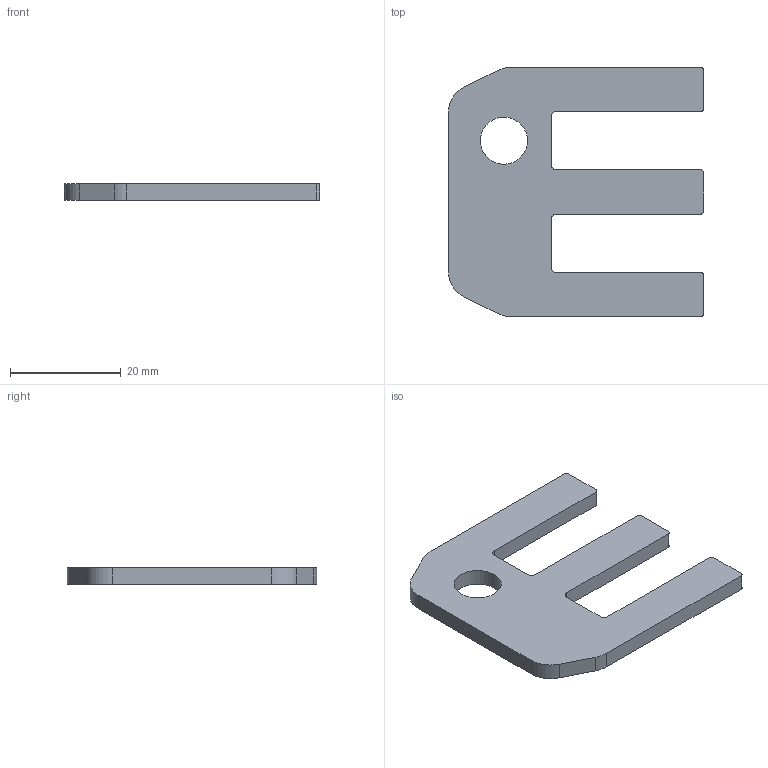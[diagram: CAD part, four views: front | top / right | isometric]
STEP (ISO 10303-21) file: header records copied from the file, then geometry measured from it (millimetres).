
FILE_DESCRIPTION(/* description */ (''),/* implementation_level */ '2;1');
FILE_NAME(/* name */ 'BFX3393.stp',/* time_stamp */ '2020-06-26T13:23:03+02:00',/* author */ (''),/* organization */ (''),/* preprocessor_version */ 'ST-DEVELOPER v16',/* originating_system */ 'SIEMENS PLM Software NX 10.0',/* authorisation */ '');
FILE_SCHEMA (('CONFIG_CONTROL_DESIGN'));
Length unit declared in the file: millimetre
Products named in the file (1): BFX3393
Bounding box: 46 x 45 x 3 mm (x, y, z)
Volume: 4148.6 mm3; surface area: 3685.8 mm2
Topology: 1 solids, 1 shells, 31 faces, 87 edges, 58 vertices
Faces by surface type: plane 16, cylinder 15
Full cylindrical faces by diameter (mm): 8.5 x1
Entity records: 1094 total; most frequent: DIRECTION 180, CARTESIAN_POINT 176, ORIENTED_EDGE 172, EDGE_CURVE 86, AXIS2_PLACEMENT_3D 62, VERTEX_POINT 58, LINE 56, VECTOR 56
